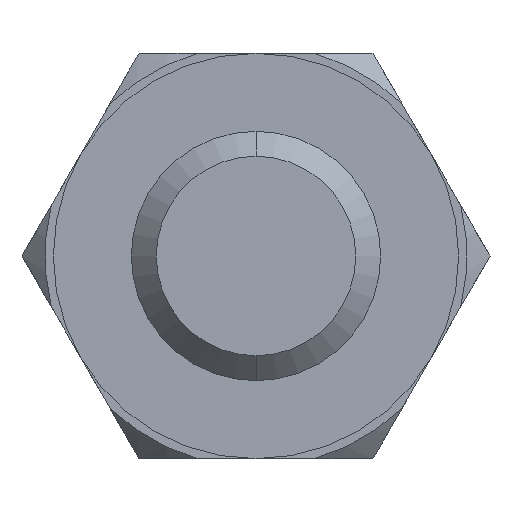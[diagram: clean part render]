
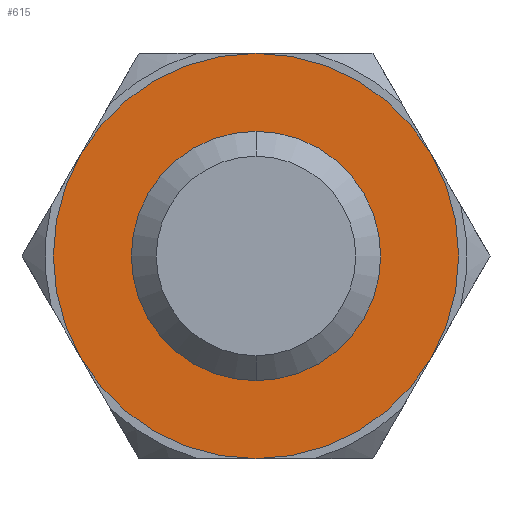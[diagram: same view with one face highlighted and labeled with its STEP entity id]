
A CAD part, front view. The second image highlights one B-rep face of the part: STEP entity #615.
In plain terms, the highlighted planar face has unit normal (0, -1, 0).
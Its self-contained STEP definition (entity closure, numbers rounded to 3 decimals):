
#27 = CARTESIAN_POINT ( 'NONE',  ( 0., -5.3, 0. ) ) ;
#28 = FACE_OUTER_BOUND ( 'NONE', #888, .T. ) ;
#63 = DIRECTION ( 'NONE',  ( 0., 0., 1. ) ) ;
#128 = VERTEX_POINT ( 'NONE', #766 ) ;
#133 = CARTESIAN_POINT ( 'NONE',  ( 0., -5.3, 6.5 ) ) ;
#139 = CARTESIAN_POINT ( 'NONE',  ( 0., -5.3, 0. ) ) ;
#177 = ORIENTED_EDGE ( 'NONE', *, *, #488, .F. ) ;
#230 = CIRCLE ( 'NONE', #584, 4. ) ;
#331 = EDGE_CURVE ( 'NONE', #783, #762, #427, .T. ) ;
#345 = EDGE_CURVE ( 'NONE', #762, #783, #814, .T. ) ;
#346 = CARTESIAN_POINT ( 'NONE',  ( 0., -5.3, 0. ) ) ;
#357 = CARTESIAN_POINT ( 'NONE',  ( 0., -5.3, 4. ) ) ;
#361 = DIRECTION ( 'NONE',  ( 0., 0., 1. ) ) ;
#369 = AXIS2_PLACEMENT_3D ( 'NONE', #532, #538, #841 ) ;
#427 = CIRCLE ( 'NONE', #369, 6.5 ) ;
#428 = DIRECTION ( 'NONE',  ( 0., -1., 0. ) ) ;
#434 = CARTESIAN_POINT ( 'NONE',  ( 0., -5.3, 0. ) ) ;
#450 = EDGE_CURVE ( 'NONE', #128, #643, #734, .T. ) ;
#488 = EDGE_CURVE ( 'NONE', #643, #128, #230, .T. ) ;
#532 = CARTESIAN_POINT ( 'NONE',  ( 0., -5.3, 0. ) ) ;
#538 = DIRECTION ( 'NONE',  ( 0., -1., 0. ) ) ;
#542 = FACE_BOUND ( 'NONE', #969, .T. ) ;
#584 = AXIS2_PLACEMENT_3D ( 'NONE', #346, #428, #797 ) ;
#615 = ADVANCED_FACE ( 'NONE', ( #542, #28 ), #722, .F. ) ;
#621 = ORIENTED_EDGE ( 'NONE', *, *, #450, .F. ) ;
#633 = DIRECTION ( 'NONE',  ( 0., 0., 1. ) ) ;
#643 = VERTEX_POINT ( 'NONE', #357 ) ;
#713 = DIRECTION ( 'NONE',  ( 0., -1., 0. ) ) ;
#722 = PLANE ( 'NONE',  #1010 ) ;
#734 = CIRCLE ( 'NONE', #892, 4. ) ;
#754 = CARTESIAN_POINT ( 'NONE',  ( 0., -5.3, -6.5 ) ) ;
#762 = VERTEX_POINT ( 'NONE', #133 ) ;
#766 = CARTESIAN_POINT ( 'NONE',  ( 0., -5.3, -4. ) ) ;
#783 = VERTEX_POINT ( 'NONE', #754 ) ;
#797 = DIRECTION ( 'NONE',  ( 0., 0., 1. ) ) ;
#810 = DIRECTION ( 'NONE',  ( 0., 1., 0. ) ) ;
#814 = CIRCLE ( 'NONE', #1001, 6.5 ) ;
#834 = ORIENTED_EDGE ( 'NONE', *, *, #331, .T. ) ;
#841 = DIRECTION ( 'NONE',  ( 0., 0., 1. ) ) ;
#852 = DIRECTION ( 'NONE',  ( 0., -1., 0. ) ) ;
#888 = EDGE_LOOP ( 'NONE', ( #834, #990 ) ) ;
#892 = AXIS2_PLACEMENT_3D ( 'NONE', #434, #713, #633 ) ;
#969 = EDGE_LOOP ( 'NONE', ( #177, #621 ) ) ;
#990 = ORIENTED_EDGE ( 'NONE', *, *, #345, .T. ) ;
#1001 = AXIS2_PLACEMENT_3D ( 'NONE', #139, #852, #63 ) ;
#1010 = AXIS2_PLACEMENT_3D ( 'NONE', #27, #810, #361 ) ;
